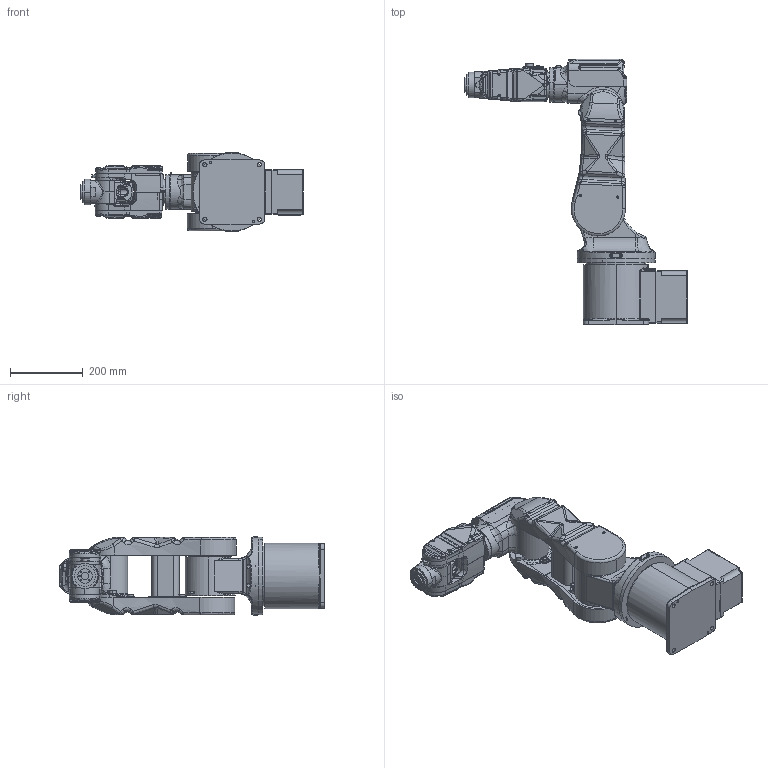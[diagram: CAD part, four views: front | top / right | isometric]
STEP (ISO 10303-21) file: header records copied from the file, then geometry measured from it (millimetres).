
FILE_DESCRIPTION (( 'STEP AP214' ), '1' );
FILE_NAME ('ER3A-C60杅耀-step.STEP', '2017-05-05T01:29:14', ( 'DELL' ), ( 'Microsoft' ), 'SwSTEP 2.0', 'SolidWorks 2015', '' );
FILE_SCHEMA (( 'AUTOMOTIVE_DESIGN' ));
Length unit declared in the file: millimetre
Products named in the file (13): 噩砃湮旋裔啣1; 湮旋裔啣1; ER3A-C60-03 苤旋裔啣; ER3A-C60 忒勂裔啣; ER3A-C60 6粣萇儂欶; 复件 5^已解密_ER3A-C60仿真模型; 复件 6^已解密_ER3A-C60仿真模型; Group11^眒賤躇_ER3A-C60溘淩耀倰; Group10^眒賤躇_ER3A-C60溘淩耀倰; Group9^眒賤躇_ER3A-C60溘淩耀倰; Group8^眒賤躇_ER3A-C60溘淩耀倰; Group7^眒賤躇_ER3A-C60溘淩耀倰; ER3A-C60杅耀-step
Assembly tree (13 placements, depth 2):
  ER3A-C60杅耀-step
    Group7^眒賤躇_ER3A-C60溘淩耀倰
    Group8^眒賤躇_ER3A-C60溘淩耀倰
    Group9^眒賤躇_ER3A-C60溘淩耀倰
    Group10^眒賤躇_ER3A-C60溘淩耀倰
    Group11^眒賤躇_ER3A-C60溘淩耀倰
    复件 6^已解密_ER3A-C60仿真模型
    复件 5^已解密_ER3A-C60仿真模型
    ER3A-C60 6粣萇儂欶
    ER3A-C60 忒勂裔啣  x2
    ER3A-C60-03 苤旋裔啣
    湮旋裔啣1
    噩砃湮旋裔啣1
Bounding box: 612.73 x 732.16 x 218 mm (x, y, z)
Volume: 16957090.5 mm3; surface area: 1492306.6 mm2
Topology: 15 solids, 16 shells, 2629 faces, 6539 edges, 3982 vertices
Faces by surface type: cylinder 985, plane 723, bspline 600, torus 176, sphere 79, cone 66
Full cylindrical faces by diameter (mm): 4.5 x1, 177 x1
Entity records: 101311 total; most frequent: CARTESIAN_POINT 40846, ORIENTED_EDGE 12100, DIRECTION 10679, EDGE_CURVE 6050, AXIS2_PLACEMENT_3D 4209, VERTEX_POINT 3741, EDGE_LOOP 2609, ADVANCED_FACE 2449
